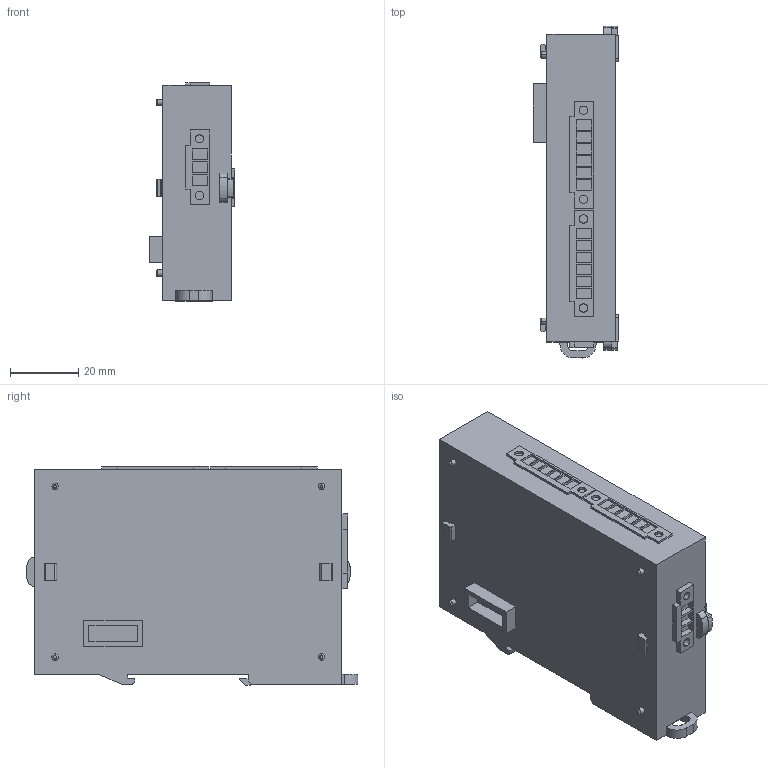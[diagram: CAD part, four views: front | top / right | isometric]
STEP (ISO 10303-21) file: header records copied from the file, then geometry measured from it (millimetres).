
FILE_DESCRIPTION (( 'STEP AP214' ), '1' );
FILE_NAME ('PLC-S-RTD_ÏËÊ S. 4RTD ñåðèè ONI.STEP', '2019-02-25T09:02:07', ( '' ), ( '' ), 'SwSTEP 2.0', 'SolidWorks 2014', '' );
FILE_SCHEMA (( 'AUTOMOTIVE_DESIGN' ));
Length unit declared in the file: millimetre
Products named in the file (2): PLC-S-RTD_ÏËÊ S. 4RTD ñåðèè ONI
Bounding box: 25 x 97.15 x 63.9 mm (x, y, z)
Volume: 109512 mm3; surface area: 19005.1 mm2
Topology: 1 solids, 1 shells, 419 faces, 1058 edges, 702 vertices
Faces by surface type: plane 347, cylinder 64, bspline 8
Entity records: 17182 total; most frequent: CARTESIAN_POINT 2325, ORIENTED_EDGE 2116, DIRECTION 2016, EDGE_CURVE 1058, VECTOR 910, LINE 910, VERTEX_POINT 702, AXIS2_PLACEMENT_3D 553
